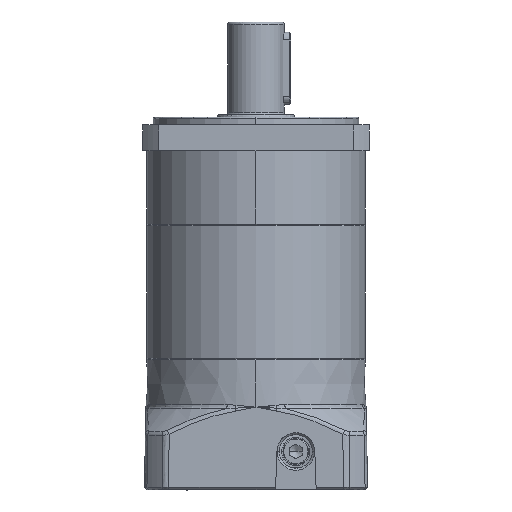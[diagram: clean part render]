
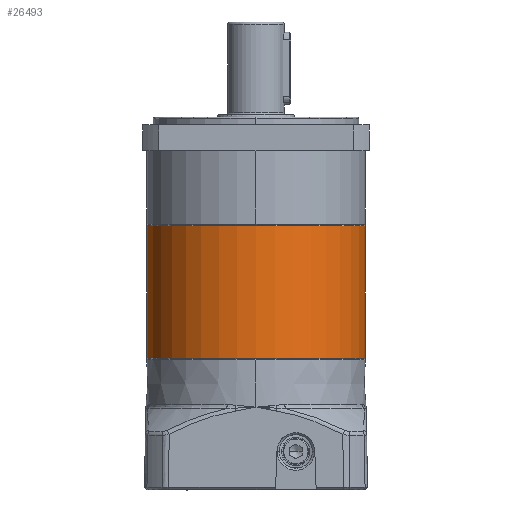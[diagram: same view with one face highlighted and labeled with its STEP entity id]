
A CAD part, left-side view. The second image highlights one B-rep face of the part: STEP entity #26493.
In plain terms, the highlighted cylindrical face has radius 42.5 mm (diameter 85 mm), a partial arc.
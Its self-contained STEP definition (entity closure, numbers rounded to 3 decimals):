
#45 = CARTESIAN_POINT ( 'NONE',  ( 0., 0.3, 42.5 ) ) ;
#455 = AXIS2_PLACEMENT_3D ( 'NONE', #31381, #31225, #31049 ) ;
#625 = DIRECTION ( 'NONE',  ( 0., 1., 0. ) ) ;
#5902 = CIRCLE ( 'NONE', #45292, 42.5 ) ;
#6047 = VERTEX_POINT ( 'NONE', #45 ) ;
#6914 = DIRECTION ( 'NONE',  ( 0., -1., 0. ) ) ;
#8110 = VERTEX_POINT ( 'NONE', #34067 ) ;
#9058 = VECTOR ( 'NONE', #38086, 1000. ) ;
#11086 = EDGE_CURVE ( 'NONE', #51309, #40428, #51193, .T. ) ;
#14257 = CYLINDRICAL_SURFACE ( 'NONE', #37946, 42.5 ) ;
#15023 = VERTEX_POINT ( 'NONE', #15073 ) ;
#15073 = CARTESIAN_POINT ( 'NONE',  ( 0., 0.3, -42.5 ) ) ;
#19756 = ORIENTED_EDGE ( 'NONE', *, *, #28649, .T. ) ;
#20871 = AXIS2_PLACEMENT_3D ( 'NONE', #24830, #625, #28779 ) ;
#21045 = LINE ( 'NONE', #39555, #9058 ) ;
#21144 = ORIENTED_EDGE ( 'NONE', *, *, #39781, .T. ) ;
#21338 = EDGE_CURVE ( 'NONE', #8110, #6047, #30130, .T. ) ;
#22146 = CARTESIAN_POINT ( 'NONE',  ( 0., 51.7, -42.5 ) ) ;
#23940 = EDGE_LOOP ( 'NONE', ( #35599, #43495, #27434, #19756, #21144 ) ) ;
#24830 = CARTESIAN_POINT ( 'NONE',  ( 0., 0.3, 0. ) ) ;
#26493 = ADVANCED_FACE ( 'NONE', ( #45776 ), #14257, .T. ) ;
#27434 = ORIENTED_EDGE ( 'NONE', *, *, #11086, .T. ) ;
#28649 = EDGE_CURVE ( 'NONE', #40428, #15023, #21045, .T. ) ;
#28779 = DIRECTION ( 'NONE',  ( 0., 0., -1. ) ) ;
#30003 = DIRECTION ( 'NONE',  ( 0., 0., -1. ) ) ;
#30130 = LINE ( 'NONE', #41024, #49698 ) ;
#30282 = DIRECTION ( 'NONE',  ( 0., -1., 0. ) ) ;
#30859 = CARTESIAN_POINT ( 'NONE',  ( 0., 51.7, 0. ) ) ;
#30868 = CIRCLE ( 'NONE', #20871, 42.5 ) ;
#31049 = DIRECTION ( 'NONE',  ( 0., 0., -1. ) ) ;
#31162 = CARTESIAN_POINT ( 'NONE',  ( 0., 52., 0. ) ) ;
#31225 = DIRECTION ( 'NONE',  ( 0., -1., 0. ) ) ;
#31266 = CARTESIAN_POINT ( 'NONE',  ( -42.5, 51.7, 0. ) ) ;
#31381 = CARTESIAN_POINT ( 'NONE',  ( 0., 51.7, 0. ) ) ;
#34067 = CARTESIAN_POINT ( 'NONE',  ( 0., 51.7, 42.5 ) ) ;
#34811 = DIRECTION ( 'NONE',  ( 0., 0., -1. ) ) ;
#35599 = ORIENTED_EDGE ( 'NONE', *, *, #21338, .F. ) ;
#37946 = AXIS2_PLACEMENT_3D ( 'NONE', #31162, #30282, #30003 ) ;
#38086 = DIRECTION ( 'NONE',  ( 0., -1., 0. ) ) ;
#39555 = CARTESIAN_POINT ( 'NONE',  ( 0., 52., -42.5 ) ) ;
#39781 = EDGE_CURVE ( 'NONE', #15023, #6047, #30868, .T. ) ;
#40428 = VERTEX_POINT ( 'NONE', #22146 ) ;
#41024 = CARTESIAN_POINT ( 'NONE',  ( 0., 52., 42.5 ) ) ;
#42234 = DIRECTION ( 'NONE',  ( 0., -1., 0. ) ) ;
#43495 = ORIENTED_EDGE ( 'NONE', *, *, #50967, .T. ) ;
#45292 = AXIS2_PLACEMENT_3D ( 'NONE', #30859, #6914, #34811 ) ;
#45776 = FACE_OUTER_BOUND ( 'NONE', #23940, .T. ) ;
#49698 = VECTOR ( 'NONE', #42234, 1000. ) ;
#50967 = EDGE_CURVE ( 'NONE', #8110, #51309, #5902, .T. ) ;
#51193 = CIRCLE ( 'NONE', #455, 42.5 ) ;
#51309 = VERTEX_POINT ( 'NONE', #31266 ) ;
